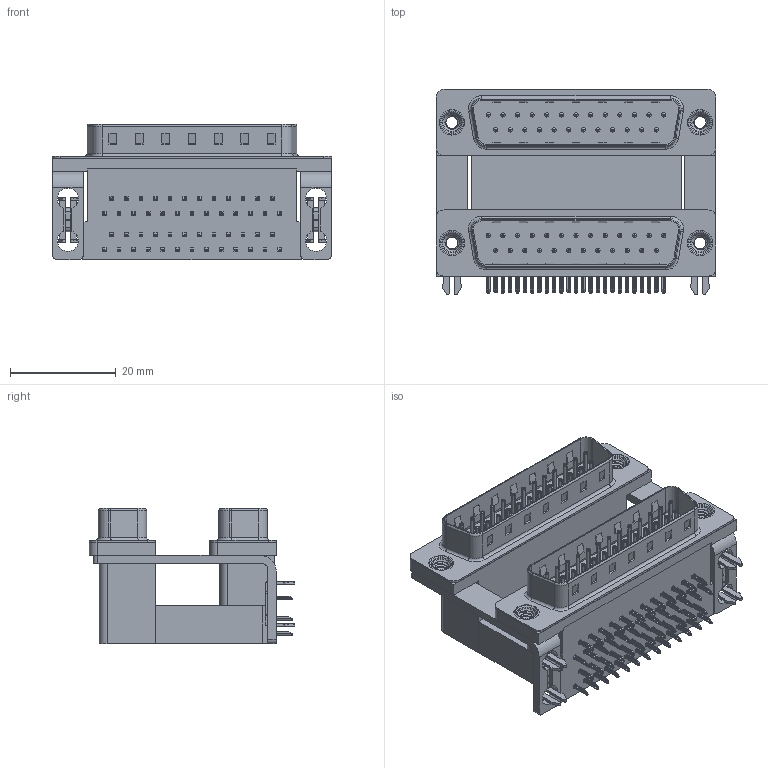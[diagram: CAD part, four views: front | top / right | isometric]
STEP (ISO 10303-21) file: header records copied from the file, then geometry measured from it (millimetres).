
FILE_DESCRIPTION (( 'STEP AP203' ), '1' );
FILE_NAME ('661-025-264-038.STEP', '2020-09-10T22:56:40', ( '' ), ( '' ), 'SwSTEP 2.0', 'SolidWorks 2020', '' );
FILE_SCHEMA (( 'CONFIG_CONTROL_DESIGN' ));
Length unit declared in the file: millimetre
Products named in the file (12): 661 Housing Spacer_25 Contacts H; 661-025-264-038; 661 2 Prong Board Lock_3; 661 Contact Bottom Lower; 661 Shell_25 Contacts; 661 Contact Top Lower; 661 Contact Bottom Upper_H; 661 Threaded Rivet_4-40; 661 Housing Lower_25 Contacts; 661 Housing Upper_25 Contacts H; 661 Contact Top Upper_H; 661 Mounting Bracket_2ProngH
Assembly tree (63 placements, depth 2):
  661-025-264-038
    661 Housing Lower_25 Contacts
    661 Housing Spacer_25 Contacts H
    661 Housing Upper_25 Contacts H
    661 Shell_25 Contacts  x2
    661 Contact Bottom Lower  x12
    661 Contact Top Lower  x13
    661 Contact Bottom Upper_H  x12
    661 Contact Top Upper_H  x13
    661 Mounting Bracket_2ProngH  x2
    661 2 Prong Board Lock_3  x2
    661 Threaded Rivet_4-40  x4
Bounding box: 53.04 x 38.91 x 25.6 mm (x, y, z)
Volume: 22368.6 mm3; surface area: 23391.2 mm2
Topology: 63 solids, 63 shells, 4766 faces, 11894 edges, 7378 vertices
Faces by surface type: plane 3040, cylinder 1332, torus 362, cone 20, bspline 12
Entity records: 42850 total; most frequent: CARTESIAN_POINT 8507, DIRECTION 6556, ORIENTED_EDGE 6442, EDGE_CURVE 3221, VECTOR 2454, LINE 2454, VERTEX_POINT 2084, AXIS2_PLACEMENT_3D 2051
